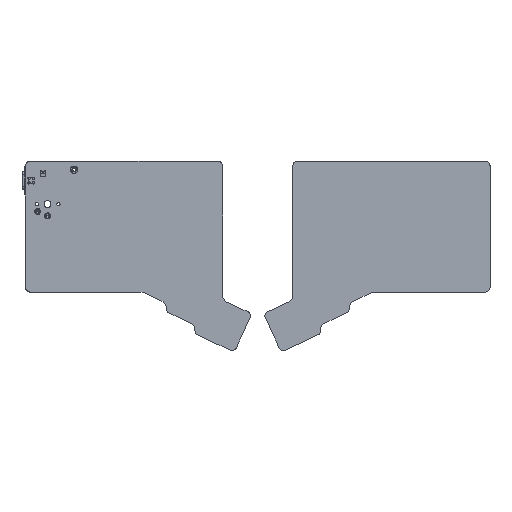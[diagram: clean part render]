
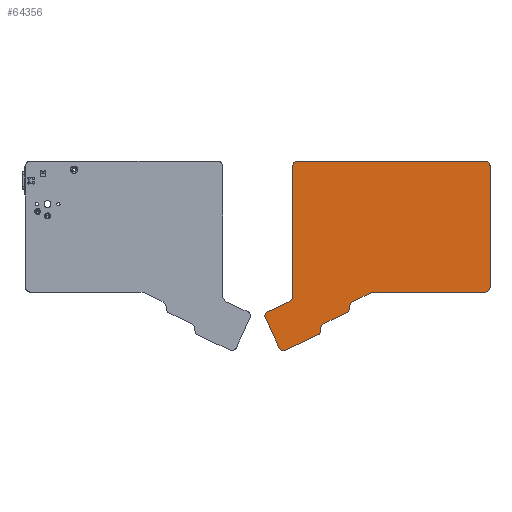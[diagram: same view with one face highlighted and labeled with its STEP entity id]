
A CAD part, top view. The second image highlights one B-rep face of the part: STEP entity #64356.
In plain terms, the highlighted planar face has unit normal (0, 0, 1).
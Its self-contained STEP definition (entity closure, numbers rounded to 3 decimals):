
#63629 = VERTEX_POINT('',#63630);
#63630 = CARTESIAN_POINT('',(116.,49.75,1.6));
#63636 = EDGE_CURVE('',#63629,#63637,#63639,.T.);
#63637 = VERTEX_POINT('',#63638);
#63638 = CARTESIAN_POINT('',(118.25,47.5,1.6));
#63639 = CIRCLE('',#63640,2.25);
#63640 = AXIS2_PLACEMENT_3D('',#63641,#63642,#63643);
#63641 = CARTESIAN_POINT('',(116.,47.5,1.6));
#63642 = DIRECTION('',(0.,0.,-1.));
#63643 = DIRECTION('',(0.,1.,0.));
#63669 = EDGE_CURVE('',#63637,#63670,#63672,.T.);
#63670 = VERTEX_POINT('',#63671);
#63671 = CARTESIAN_POINT('',(118.25,-14.5,1.6));
#63672 = LINE('',#63673,#63674);
#63673 = CARTESIAN_POINT('',(118.25,47.5,1.6));
#63674 = VECTOR('',#63675,1.);
#63675 = DIRECTION('',(0.,-1.,0.));
#63700 = EDGE_CURVE('',#63670,#63701,#63703,.T.);
#63701 = VERTEX_POINT('',#63702);
#63702 = CARTESIAN_POINT('',(116.,-16.75,1.6));
#63703 = CIRCLE('',#63704,2.25);
#63704 = AXIS2_PLACEMENT_3D('',#63705,#63706,#63707);
#63705 = CARTESIAN_POINT('',(116.,-14.5,1.6));
#63706 = DIRECTION('',(0.,0.,-1.));
#63707 = DIRECTION('',(1.,0.,0.));
#63733 = EDGE_CURVE('',#63701,#63734,#63736,.T.);
#63734 = VERTEX_POINT('',#63735);
#63735 = CARTESIAN_POINT('',(59.455,-16.75,1.6));
#63736 = LINE('',#63737,#63738);
#63737 = CARTESIAN_POINT('',(116.,-16.75,1.6));
#63738 = VECTOR('',#63739,1.);
#63739 = DIRECTION('',(-1.,0.,0.));
#63764 = EDGE_CURVE('',#63734,#63765,#63767,.T.);
#63765 = VERTEX_POINT('',#63766);
#63766 = CARTESIAN_POINT('',(57.87,-17.101,1.6));
#63767 = CIRCLE('',#63768,3.75);
#63768 = AXIS2_PLACEMENT_3D('',#63769,#63770,#63771);
#63769 = CARTESIAN_POINT('',(59.455,-20.5,1.6));
#63770 = DIRECTION('',(0.,0.,1.));
#63771 = DIRECTION('',(0.,1.,0.));
#63797 = EDGE_CURVE('',#63765,#63798,#63800,.T.);
#63798 = VERTEX_POINT('',#63799);
#63799 = CARTESIAN_POINT('',(48.744,-21.357,1.6));
#63800 = LINE('',#63801,#63802);
#63801 = CARTESIAN_POINT('',(57.87,-17.101,1.6));
#63802 = VECTOR('',#63803,1.);
#63803 = DIRECTION('',(-0.906,-0.423,0.));
#63828 = EDGE_CURVE('',#63798,#63829,#63831,.T.);
#63829 = VERTEX_POINT('',#63830);
#63830 = CARTESIAN_POINT('',(46.579,-24.756,1.6));
#63831 = CIRCLE('',#63832,3.75);
#63832 = AXIS2_PLACEMENT_3D('',#63833,#63834,#63835);
#63833 = CARTESIAN_POINT('',(50.329,-24.756,1.6));
#63834 = DIRECTION('',(0.,0.,1.));
#63835 = DIRECTION('',(-0.423,0.906,0.));
#63861 = EDGE_CURVE('',#63829,#63862,#63864,.T.);
#63862 = VERTEX_POINT('',#63863);
#63863 = CARTESIAN_POINT('',(46.579,-25.347,1.6));
#63864 = LINE('',#63865,#63866);
#63865 = CARTESIAN_POINT('',(46.579,-24.756,1.6));
#63866 = VECTOR('',#63867,1.);
#63867 = DIRECTION('',(0.,-1.,0.));
#63892 = EDGE_CURVE('',#63862,#63893,#63895,.T.);
#63893 = VERTEX_POINT('',#63894);
#63894 = CARTESIAN_POINT('',(45.28,-27.386,1.6));
#63895 = CIRCLE('',#63896,2.25);
#63896 = AXIS2_PLACEMENT_3D('',#63897,#63898,#63899);
#63897 = CARTESIAN_POINT('',(44.329,-25.347,1.6));
#63898 = DIRECTION('',(0.,0.,-1.));
#63899 = DIRECTION('',(1.,0.,0.));
#63925 = EDGE_CURVE('',#63893,#63926,#63928,.T.);
#63926 = VERTEX_POINT('',#63927);
#63927 = CARTESIAN_POINT('',(34.121,-32.589,1.6));
#63928 = LINE('',#63929,#63930);
#63929 = CARTESIAN_POINT('',(45.28,-27.386,1.6));
#63930 = VECTOR('',#63931,1.);
#63931 = DIRECTION('',(-0.906,-0.423,0.));
#63956 = EDGE_CURVE('',#63926,#63957,#63959,.T.);
#63957 = VERTEX_POINT('',#63958);
#63958 = CARTESIAN_POINT('',(31.956,-35.988,1.6));
#63959 = CIRCLE('',#63960,3.75);
#63960 = AXIS2_PLACEMENT_3D('',#63961,#63962,#63963);
#63961 = CARTESIAN_POINT('',(35.706,-35.988,1.6));
#63962 = DIRECTION('',(0.,0.,1.));
#63963 = DIRECTION('',(-0.423,0.906,0.));
#63989 = EDGE_CURVE('',#63957,#63990,#63992,.T.);
#63990 = VERTEX_POINT('',#63991);
#63991 = CARTESIAN_POINT('',(31.956,-36.579,1.6));
#63992 = LINE('',#63993,#63994);
#63993 = CARTESIAN_POINT('',(31.956,-35.988,1.6));
#63994 = VECTOR('',#63995,1.);
#63995 = DIRECTION('',(0.,-1.,0.));
#64020 = EDGE_CURVE('',#63990,#64021,#64023,.T.);
#64021 = VERTEX_POINT('',#64022);
#64022 = CARTESIAN_POINT('',(30.657,-38.618,1.6));
#64023 = CIRCLE('',#64024,2.25);
#64024 = AXIS2_PLACEMENT_3D('',#64025,#64026,#64027);
#64025 = CARTESIAN_POINT('',(29.706,-36.579,1.6));
#64026 = DIRECTION('',(0.,0.,-1.));
#64027 = DIRECTION('',(1.,0.,0.));
#64053 = EDGE_CURVE('',#64021,#64054,#64056,.T.);
#64054 = VERTEX_POINT('',#64055);
#64055 = CARTESIAN_POINT('',(14.014,-46.379,1.6));
#64056 = LINE('',#64057,#64058);
#64057 = CARTESIAN_POINT('',(30.657,-38.618,1.6));
#64058 = VECTOR('',#64059,1.);
#64059 = DIRECTION('',(-0.906,-0.423,0.));
#64084 = EDGE_CURVE('',#64054,#64085,#64087,.T.);
#64085 = VERTEX_POINT('',#64086);
#64086 = CARTESIAN_POINT('',(11.024,-45.29,1.6));
#64087 = CIRCLE('',#64088,2.25);
#64088 = AXIS2_PLACEMENT_3D('',#64089,#64090,#64091);
#64089 = CARTESIAN_POINT('',(13.063,-44.339,1.6));
#64090 = DIRECTION('',(-0.,0.,-1.));
#64091 = DIRECTION('',(0.423,-0.906,-0.));
#64117 = EDGE_CURVE('',#64085,#64118,#64120,.T.);
#64118 = VERTEX_POINT('',#64119);
#64119 = CARTESIAN_POINT('',(3.84,-29.883,1.6));
#64120 = LINE('',#64121,#64122);
#64121 = CARTESIAN_POINT('',(11.024,-45.29,1.6));
#64122 = VECTOR('',#64123,1.);
#64123 = DIRECTION('',(-0.423,0.906,0.));
#64148 = EDGE_CURVE('',#64118,#64149,#64151,.T.);
#64149 = VERTEX_POINT('',#64150);
#64150 = CARTESIAN_POINT('',(4.928,-26.893,1.6));
#64151 = CIRCLE('',#64152,2.25);
#64152 = AXIS2_PLACEMENT_3D('',#64153,#64154,#64155);
#64153 = CARTESIAN_POINT('',(5.879,-28.932,1.6));
#64154 = DIRECTION('',(0.,0.,-1.));
#64155 = DIRECTION('',(-0.906,-0.423,-0.));
#64181 = EDGE_CURVE('',#64149,#64182,#64184,.T.);
#64182 = VERTEX_POINT('',#64183);
#64183 = CARTESIAN_POINT('',(15.758,-21.843,1.6));
#64184 = LINE('',#64185,#64186);
#64185 = CARTESIAN_POINT('',(4.928,-26.893,1.6));
#64186 = VECTOR('',#64187,1.);
#64187 = DIRECTION('',(0.906,0.423,0.));
#64212 = EDGE_CURVE('',#64182,#64213,#64215,.T.);
#64213 = VERTEX_POINT('',#64214);
#64214 = CARTESIAN_POINT('',(17.923,-18.444,1.6));
#64215 = CIRCLE('',#64216,3.75);
#64216 = AXIS2_PLACEMENT_3D('',#64217,#64218,#64219);
#64217 = CARTESIAN_POINT('',(14.173,-18.444,1.6));
#64218 = DIRECTION('',(0.,0.,1.));
#64219 = DIRECTION('',(0.423,-0.906,0.));
#64245 = EDGE_CURVE('',#64213,#64246,#64248,.T.);
#64246 = VERTEX_POINT('',#64247);
#64247 = CARTESIAN_POINT('',(17.923,47.5,1.6));
#64248 = LINE('',#64249,#64250);
#64249 = CARTESIAN_POINT('',(17.923,-18.444,1.6));
#64250 = VECTOR('',#64251,1.);
#64251 = DIRECTION('',(0.,1.,0.));
#64276 = EDGE_CURVE('',#64246,#64277,#64279,.T.);
#64277 = VERTEX_POINT('',#64278);
#64278 = CARTESIAN_POINT('',(20.173,49.75,1.6));
#64279 = CIRCLE('',#64280,2.25);
#64280 = AXIS2_PLACEMENT_3D('',#64281,#64282,#64283);
#64281 = CARTESIAN_POINT('',(20.173,47.5,1.6));
#64282 = DIRECTION('',(0.,0.,-1.));
#64283 = DIRECTION('',(-1.,0.,-0.));
#64309 = EDGE_CURVE('',#64277,#63629,#64310,.T.);
#64310 = LINE('',#64311,#64312);
#64311 = CARTESIAN_POINT('',(20.173,49.75,1.6));
#64312 = VECTOR('',#64313,1.);
#64313 = DIRECTION('',(1.,0.,0.));
#64356 = ADVANCED_FACE('',(#64357),#64381,.F.);
#64357 = FACE_BOUND('',#64358,.F.);
#64358 = EDGE_LOOP('',(#64359,#64360,#64361,#64362,#64363,#64364,#64365,
    #64366,#64367,#64368,#64369,#64370,#64371,#64372,#64373,#64374,
    #64375,#64376,#64377,#64378,#64379,#64380));
#64359 = ORIENTED_EDGE('',*,*,#63636,.T.);
#64360 = ORIENTED_EDGE('',*,*,#63669,.T.);
#64361 = ORIENTED_EDGE('',*,*,#63700,.T.);
#64362 = ORIENTED_EDGE('',*,*,#63733,.T.);
#64363 = ORIENTED_EDGE('',*,*,#63764,.T.);
#64364 = ORIENTED_EDGE('',*,*,#63797,.T.);
#64365 = ORIENTED_EDGE('',*,*,#63828,.T.);
#64366 = ORIENTED_EDGE('',*,*,#63861,.T.);
#64367 = ORIENTED_EDGE('',*,*,#63892,.T.);
#64368 = ORIENTED_EDGE('',*,*,#63925,.T.);
#64369 = ORIENTED_EDGE('',*,*,#63956,.T.);
#64370 = ORIENTED_EDGE('',*,*,#63989,.T.);
#64371 = ORIENTED_EDGE('',*,*,#64020,.T.);
#64372 = ORIENTED_EDGE('',*,*,#64053,.T.);
#64373 = ORIENTED_EDGE('',*,*,#64084,.T.);
#64374 = ORIENTED_EDGE('',*,*,#64117,.T.);
#64375 = ORIENTED_EDGE('',*,*,#64148,.T.);
#64376 = ORIENTED_EDGE('',*,*,#64181,.T.);
#64377 = ORIENTED_EDGE('',*,*,#64212,.T.);
#64378 = ORIENTED_EDGE('',*,*,#64245,.T.);
#64379 = ORIENTED_EDGE('',*,*,#64276,.T.);
#64380 = ORIENTED_EDGE('',*,*,#64309,.T.);
#64381 = PLANE('',#64382);
#64382 = AXIS2_PLACEMENT_3D('',#64383,#64384,#64385);
#64383 = CARTESIAN_POINT('',(60.243,7.732,1.6));
#64384 = DIRECTION('',(-0.,-0.,-1.));
#64385 = DIRECTION('',(-1.,0.,0.));
